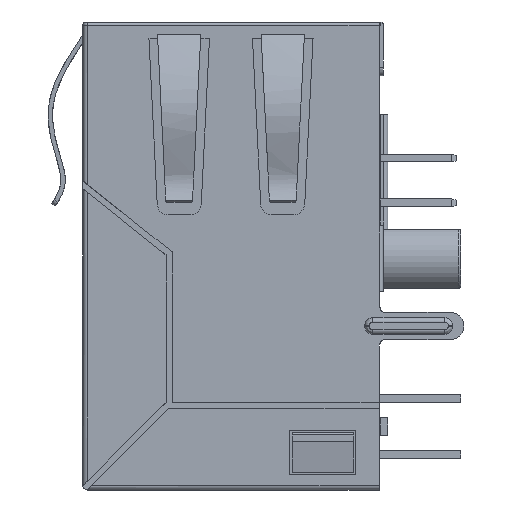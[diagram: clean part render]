
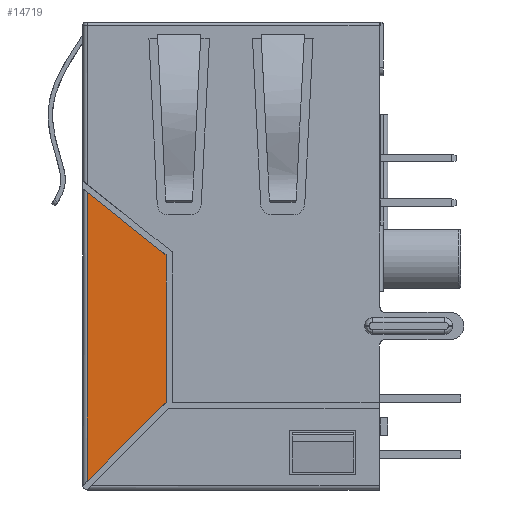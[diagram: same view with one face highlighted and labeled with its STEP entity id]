
A CAD part, left-side view. The second image highlights one B-rep face of the part: STEP entity #14719.
In plain terms, the highlighted planar face has unit normal (-1, 0, 0).
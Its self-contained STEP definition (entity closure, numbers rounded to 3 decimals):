
#241 = PLANE ( 'NONE',  #5289 ) ;
#347 = LINE ( 'NONE', #27679, #21688 ) ;
#1080 = ORIENTED_EDGE ( 'NONE', *, *, #18198, .F. ) ;
#1931 = CARTESIAN_POINT ( 'NONE',  ( -7.975, 2.975, 3.975 ) ) ;
#3773 = VERTEX_POINT ( 'NONE', #21300 ) ;
#5289 = AXIS2_PLACEMENT_3D ( 'NONE', #10656, #10814, #7874 ) ;
#5377 = DIRECTION ( 'NONE',  ( 0., -0.783, -0.622 ) ) ;
#5578 = LINE ( 'NONE', #15520, #19780 ) ;
#6476 = CARTESIAN_POINT ( 'NONE',  ( -7.975, 6.75, 0.2 ) ) ;
#7669 = VERTEX_POINT ( 'NONE', #20363 ) ;
#7874 = DIRECTION ( 'NONE',  ( 0., 0., 1. ) ) ;
#9330 = ORIENTED_EDGE ( 'NONE', *, *, #23897, .F. ) ;
#10463 = VERTEX_POINT ( 'NONE', #29114 ) ;
#10530 = ORIENTED_EDGE ( 'NONE', *, *, #29311, .F. ) ;
#10656 = CARTESIAN_POINT ( 'NONE',  ( -7.975, 6.75, 0. ) ) ;
#10814 = DIRECTION ( 'NONE',  ( -1., 0., 0. ) ) ;
#10906 = EDGE_CURVE ( 'NONE', #3773, #10463, #5578, .T. ) ;
#12093 = VERTEX_POINT ( 'NONE', #14269 ) ;
#14269 = CARTESIAN_POINT ( 'NONE',  ( -7.975, 2.975, 10.675 ) ) ;
#14317 = LINE ( 'NONE', #1931, #31410 ) ;
#14719 = ADVANCED_FACE ( 'NONE', ( #25466 ), #241, .T. ) ;
#14763 = ORIENTED_EDGE ( 'NONE', *, *, #10906, .F. ) ;
#15377 = EDGE_LOOP ( 'NONE', ( #10530, #1080, #14763, #9330 ) ) ;
#15520 = CARTESIAN_POINT ( 'NONE',  ( -7.975, 6.55, 49.067 ) ) ;
#16752 = DIRECTION ( 'NONE',  ( 0., 0., -1. ) ) ;
#18198 = EDGE_CURVE ( 'NONE', #10463, #12093, #347, .T. ) ;
#19780 = VECTOR ( 'NONE', #20725, 1000. ) ;
#20363 = CARTESIAN_POINT ( 'NONE',  ( -7.975, 2.975, 3.975 ) ) ;
#20725 = DIRECTION ( 'NONE',  ( 0., 0., 1. ) ) ;
#21300 = CARTESIAN_POINT ( 'NONE',  ( -7.975, 6.55, 0.4 ) ) ;
#21688 = VECTOR ( 'NONE', #5377, 1000. ) ;
#23897 = EDGE_CURVE ( 'NONE', #7669, #3773, #28930, .T. ) ;
#24058 = DIRECTION ( 'NONE',  ( 0., 0.707, -0.707 ) ) ;
#25466 = FACE_OUTER_BOUND ( 'NONE', #15377, .T. ) ;
#27679 = CARTESIAN_POINT ( 'NONE',  ( -7.975, 2.975, 10.675 ) ) ;
#28930 = LINE ( 'NONE', #6476, #30803 ) ;
#29114 = CARTESIAN_POINT ( 'NONE',  ( -7.975, 6.55, 13.516 ) ) ;
#29311 = EDGE_CURVE ( 'NONE', #12093, #7669, #14317, .T. ) ;
#30803 = VECTOR ( 'NONE', #24058, 1000. ) ;
#31410 = VECTOR ( 'NONE', #16752, 1000. ) ;
